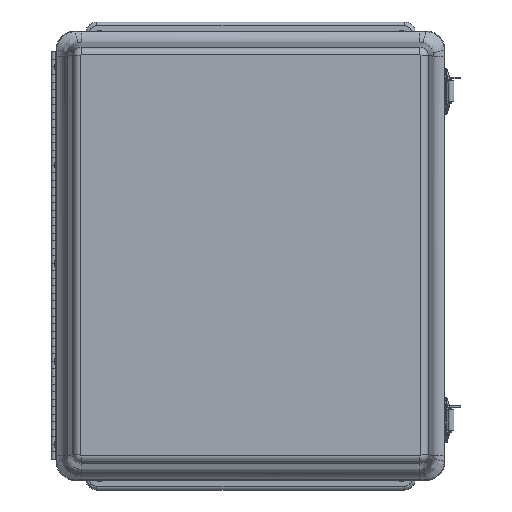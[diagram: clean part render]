
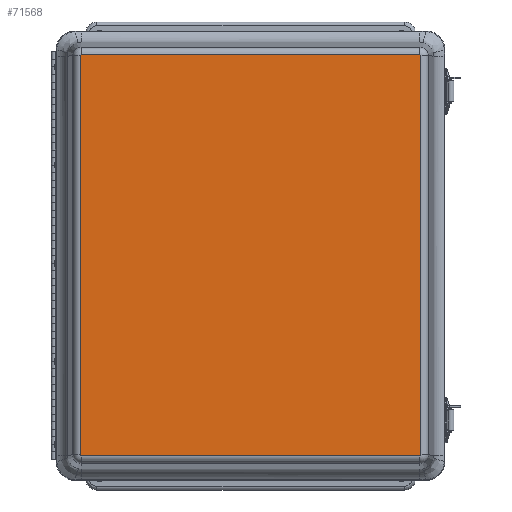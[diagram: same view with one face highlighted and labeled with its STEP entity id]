
A CAD part, top view. The second image highlights one B-rep face of the part: STEP entity #71568.
In plain terms, the highlighted planar face has unit normal (0, 0, 1).
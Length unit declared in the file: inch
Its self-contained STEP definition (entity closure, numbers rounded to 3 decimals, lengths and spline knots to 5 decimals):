
#697 = ORIENTED_EDGE ( 'NONE', *, *, #44572, .T. ) ;
#1628 = LINE ( 'NONE', #84473, #80145 ) ;
#4015 = AXIS2_PLACEMENT_3D ( 'NONE', #64952, #72098, #58038 ) ;
#4534 = VERTEX_POINT ( 'NONE', #72244 ) ;
#5816 = ORIENTED_EDGE ( 'NONE', *, *, #52774, .T. ) ;
#6318 = DIRECTION ( 'NONE',  ( 0., 1., 0. ) ) ;
#9637 = AXIS2_PLACEMENT_3D ( 'NONE', #84111, #50660, #25122 ) ;
#10612 = PLANE ( 'NONE',  #44657 ) ;
#14131 = VERTEX_POINT ( 'NONE', #67652 ) ;
#14824 = EDGE_CURVE ( 'NONE', #31526, #40037, #1628, .T. ) ;
#15545 = AXIS2_PLACEMENT_3D ( 'NONE', #35807, #81483, #22221 ) ;
#17198 = DIRECTION ( 'NONE',  ( 0., 1., 0. ) ) ;
#19355 = VERTEX_POINT ( 'NONE', #63491 ) ;
#19433 = CARTESIAN_POINT ( 'NONE',  ( 5.63753, 0., 6.05552 ) ) ;
#19516 = EDGE_CURVE ( 'NONE', #40037, #4534, #43736, .T. ) ;
#21099 = VECTOR ( 'NONE', #51987, 39.37008 ) ;
#22221 = DIRECTION ( 'NONE',  ( 0., 1., 0. ) ) ;
#22980 = CARTESIAN_POINT ( 'NONE',  ( 5.6094, -6.63753, 6.05552 ) ) ;
#23904 = CARTESIAN_POINT ( 'NONE',  ( -5.63753, 6.6094, 6.05552 ) ) ;
#24223 = VERTEX_POINT ( 'NONE', #35141 ) ;
#24485 = CIRCLE ( 'NONE', #49606, 0.02813 ) ;
#24722 = CARTESIAN_POINT ( 'NONE',  ( -5.6094, -6.63753, 6.05552 ) ) ;
#25122 = DIRECTION ( 'NONE',  ( 0., 1., 0. ) ) ;
#26519 = ORIENTED_EDGE ( 'NONE', *, *, #14824, .T. ) ;
#26764 = FACE_OUTER_BOUND ( 'NONE', #55748, .T. ) ;
#29448 = CARTESIAN_POINT ( 'NONE',  ( 0., 0., 6.05552 ) ) ;
#31526 = VERTEX_POINT ( 'NONE', #24722 ) ;
#33401 = DIRECTION ( 'NONE',  ( 1., 0., 0. ) ) ;
#33834 = CIRCLE ( 'NONE', #15545, 0.02813 ) ;
#34168 = ORIENTED_EDGE ( 'NONE', *, *, #61962, .T. ) ;
#35141 = CARTESIAN_POINT ( 'NONE',  ( 5.63753, 6.6094, 6.05552 ) ) ;
#35807 = CARTESIAN_POINT ( 'NONE',  ( -5.6094, -6.6094, 6.05552 ) ) ;
#37813 = CARTESIAN_POINT ( 'NONE',  ( 0., 6.63753, 6.05552 ) ) ;
#40037 = VERTEX_POINT ( 'NONE', #22980 ) ;
#43736 = CIRCLE ( 'NONE', #4015, 0.02813 ) ;
#44572 = EDGE_CURVE ( 'NONE', #51677, #31526, #33834, .T. ) ;
#44657 = AXIS2_PLACEMENT_3D ( 'NONE', #29448, #48770, #17198 ) ;
#47151 = ORIENTED_EDGE ( 'NONE', *, *, #72179, .T. ) ;
#47963 = CIRCLE ( 'NONE', #9637, 0.02813 ) ;
#48708 = VECTOR ( 'NONE', #73919, 39.37008 ) ;
#48770 = DIRECTION ( 'NONE',  ( 0., 0., 1. ) ) ;
#49606 = AXIS2_PLACEMENT_3D ( 'NONE', #63630, #50164, #76480 ) ;
#50164 = DIRECTION ( 'NONE',  ( 0., 0., 1. ) ) ;
#50660 = DIRECTION ( 'NONE',  ( 0., 0., 1. ) ) ;
#51677 = VERTEX_POINT ( 'NONE', #82550 ) ;
#51987 = DIRECTION ( 'NONE',  ( -1., 0., 0. ) ) ;
#52774 = EDGE_CURVE ( 'NONE', #24223, #19355, #47963, .T. ) ;
#54359 = EDGE_CURVE ( 'NONE', #19355, #14131, #77343, .T. ) ;
#55055 = VECTOR ( 'NONE', #6318, 39.37008 ) ;
#55748 = EDGE_LOOP ( 'NONE', ( #697, #26519, #73802, #81009, #5816, #72667, #47151, #34168 ) ) ;
#58038 = DIRECTION ( 'NONE',  ( 0., 1., 0. ) ) ;
#61341 = CARTESIAN_POINT ( 'NONE',  ( -5.63753, 0., 6.05552 ) ) ;
#61962 = EDGE_CURVE ( 'NONE', #75500, #51677, #65163, .T. ) ;
#63491 = CARTESIAN_POINT ( 'NONE',  ( 5.6094, 6.63753, 6.05552 ) ) ;
#63630 = CARTESIAN_POINT ( 'NONE',  ( -5.6094, 6.6094, 6.05552 ) ) ;
#64952 = CARTESIAN_POINT ( 'NONE',  ( 5.6094, -6.6094, 6.05552 ) ) ;
#65163 = LINE ( 'NONE', #61341, #48708 ) ;
#66656 = EDGE_CURVE ( 'NONE', #4534, #24223, #73453, .T. ) ;
#67652 = CARTESIAN_POINT ( 'NONE',  ( -5.6094, 6.63753, 6.05552 ) ) ;
#71568 = ADVANCED_FACE ( 'NONE', ( #26764 ), #10612, .T. ) ;
#72098 = DIRECTION ( 'NONE',  ( 0., 0., 1. ) ) ;
#72179 = EDGE_CURVE ( 'NONE', #14131, #75500, #24485, .T. ) ;
#72244 = CARTESIAN_POINT ( 'NONE',  ( 5.63753, -6.6094, 6.05552 ) ) ;
#72667 = ORIENTED_EDGE ( 'NONE', *, *, #54359, .T. ) ;
#73453 = LINE ( 'NONE', #19433, #55055 ) ;
#73802 = ORIENTED_EDGE ( 'NONE', *, *, #19516, .T. ) ;
#73919 = DIRECTION ( 'NONE',  ( 0., -1., 0. ) ) ;
#75500 = VERTEX_POINT ( 'NONE', #23904 ) ;
#76480 = DIRECTION ( 'NONE',  ( 0., 1., 0. ) ) ;
#77343 = LINE ( 'NONE', #37813, #21099 ) ;
#80145 = VECTOR ( 'NONE', #33401, 39.37008 ) ;
#81009 = ORIENTED_EDGE ( 'NONE', *, *, #66656, .T. ) ;
#81483 = DIRECTION ( 'NONE',  ( 0., 0., 1. ) ) ;
#82550 = CARTESIAN_POINT ( 'NONE',  ( -5.63753, -6.6094, 6.05552 ) ) ;
#84111 = CARTESIAN_POINT ( 'NONE',  ( 5.6094, 6.6094, 6.05552 ) ) ;
#84473 = CARTESIAN_POINT ( 'NONE',  ( 0., -6.63753, 6.05552 ) ) ;
